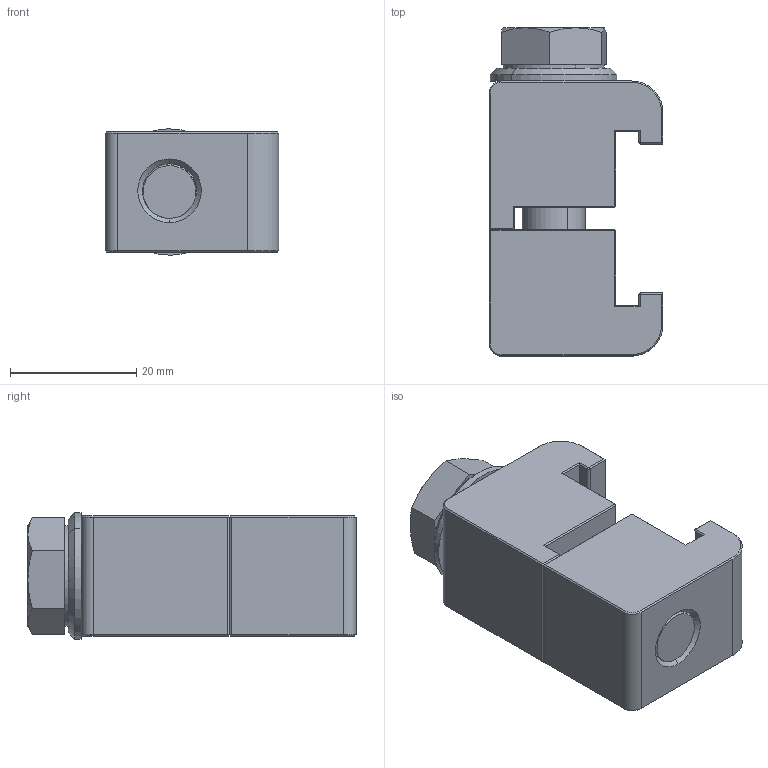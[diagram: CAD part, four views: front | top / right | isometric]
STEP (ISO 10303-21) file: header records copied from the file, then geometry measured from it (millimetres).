
FILE_DESCRIPTION (( 'STEP AP214' ), '1' );
FILE_NAME ('Hositrad_ISO160CA.STEP', '2013-09-03T15:08:46', ( '' ), ( '' ), 'SwSTEP 2.0', 'SolidWorks 2013', '' );
FILE_SCHEMA (( 'AUTOMOTIVE_DESIGN' ));
Length unit declared in the file: millimetre
Products named in the file (5): Washer ISO 7090_Washer ISO 7090 - 10; Hositrad_ISO160CA; ISO-160--Clamp-CA; Hexagon head screw ISO 4017_ISO 4017 - M10 x 45-C; ISO-160--Clamp-CA-tapped
Assembly tree (4 placements, depth 2):
  Hositrad_ISO160CA
    ISO-160--Clamp-CA
    Washer ISO 7090_Washer ISO 7090 - 10
    Hexagon head screw ISO 4017_ISO 4017 - M10 x 45-C
    ISO-160--Clamp-CA-tapped
Bounding box: 27.5 x 51.9 x 19.99 mm (x, y, z)
Volume: 20285.4 mm3; surface area: 9244.4 mm2
Topology: 4 solids, 4 shells, 140 faces, 309 edges, 178 vertices
Faces by surface type: plane 75, cone 40, cylinder 23, torus 2
Entity records: 4059 total; most frequent: CARTESIAN_POINT 706, DIRECTION 687, ORIENTED_EDGE 618, EDGE_CURVE 309, AXIS2_PLACEMENT_3D 243, LINE 201, VECTOR 201, VERTEX_POINT 178
